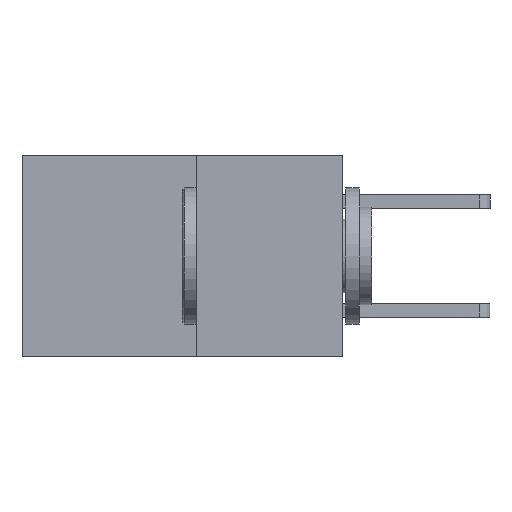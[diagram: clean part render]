
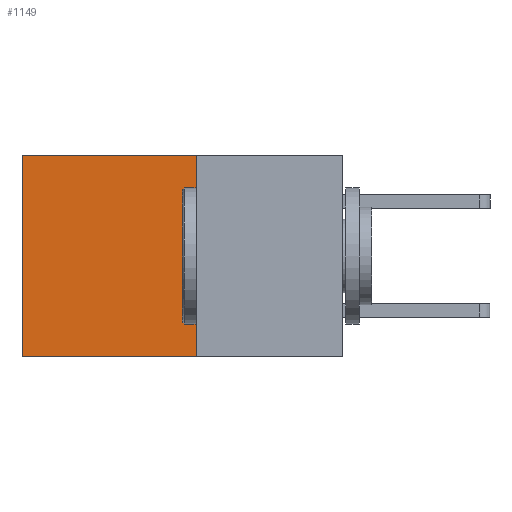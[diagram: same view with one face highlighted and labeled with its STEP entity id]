
A CAD part, left-side view. The second image highlights one B-rep face of the part: STEP entity #1149.
In plain terms, the highlighted planar face has unit normal (-1, 0, 0).
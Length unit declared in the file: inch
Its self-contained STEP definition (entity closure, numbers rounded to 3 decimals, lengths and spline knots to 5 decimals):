
#114 = EDGE_CURVE ( 'NONE', #7980, #8396, #8808, .T. ) ;
#380 = CARTESIAN_POINT ( 'NONE',  ( 0.277, 0.27, -0.37 ) ) ;
#544 = DIRECTION ( 'NONE',  ( 0., 1., 0. ) ) ;
#576 = CARTESIAN_POINT ( 'NONE',  ( 0.277, 0.27, 0. ) ) ;
#1060 = VERTEX_POINT ( 'NONE', #5432 ) ;
#1149 = ADVANCED_FACE ( 'NONE', ( #3903 ), #8235, .F. ) ;
#1320 = CARTESIAN_POINT ( 'NONE',  ( 0.277, 0.27, -0.37 ) ) ;
#1402 = LINE ( 'NONE', #1320, #4908 ) ;
#2797 = CARTESIAN_POINT ( 'NONE',  ( 0.277, 0.59, -0.37 ) ) ;
#2839 = DIRECTION ( 'NONE',  ( 0., 0., -1. ) ) ;
#2850 = ORIENTED_EDGE ( 'NONE', *, *, #8638, .T. ) ;
#2888 = ORIENTED_EDGE ( 'NONE', *, *, #7944, .F. ) ;
#2921 = ORIENTED_EDGE ( 'NONE', *, *, #114, .F. ) ;
#2943 = ORIENTED_EDGE ( 'NONE', *, *, #8843, .T. ) ;
#3044 = DIRECTION ( 'NONE',  ( 1., 0., 0. ) ) ;
#3191 = EDGE_LOOP ( 'NONE', ( #2850, #2888, #2921, #2943 ) ) ;
#3247 = LINE ( 'NONE', #8322, #4888 ) ;
#3640 = VERTEX_POINT ( 'NONE', #8362 ) ;
#3903 = FACE_OUTER_BOUND ( 'NONE', #3191, .T. ) ;
#4245 = DIRECTION ( 'NONE',  ( 0., 0., -1. ) ) ;
#4571 = VECTOR ( 'NONE', #5579, 39.37008 ) ;
#4596 = CARTESIAN_POINT ( 'NONE',  ( 0.277, 0.27, -0.37 ) ) ;
#4888 = VECTOR ( 'NONE', #5111, 39.37008 ) ;
#4908 = VECTOR ( 'NONE', #544, 39.37008 ) ;
#5111 = DIRECTION ( 'NONE',  ( 0., 1., 0. ) ) ;
#5432 = CARTESIAN_POINT ( 'NONE',  ( 0.277, 0.59, 0. ) ) ;
#5579 = DIRECTION ( 'NONE',  ( 0., 0., -1. ) ) ;
#6303 = LINE ( 'NONE', #2797, #4571 ) ;
#7123 = VECTOR ( 'NONE', #4245, 39.37008 ) ;
#7296 = AXIS2_PLACEMENT_3D ( 'NONE', #380, #3044, #2839 ) ;
#7744 = CARTESIAN_POINT ( 'NONE',  ( 0.277, 0.27, -0.37 ) ) ;
#7944 = EDGE_CURVE ( 'NONE', #8396, #3640, #1402, .T. ) ;
#7980 = VERTEX_POINT ( 'NONE', #576 ) ;
#8235 = PLANE ( 'NONE',  #7296 ) ;
#8322 = CARTESIAN_POINT ( 'NONE',  ( 0.277, 0.27, 0. ) ) ;
#8362 = CARTESIAN_POINT ( 'NONE',  ( 0.277, 0.59, -0.37 ) ) ;
#8396 = VERTEX_POINT ( 'NONE', #4596 ) ;
#8638 = EDGE_CURVE ( 'NONE', #1060, #3640, #6303, .T. ) ;
#8808 = LINE ( 'NONE', #7744, #7123 ) ;
#8843 = EDGE_CURVE ( 'NONE', #7980, #1060, #3247, .T. ) ;
